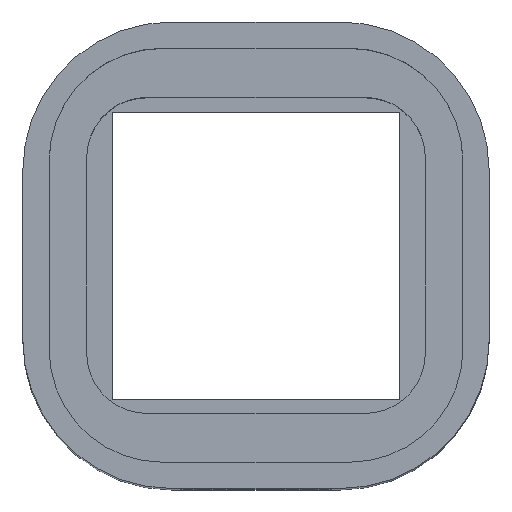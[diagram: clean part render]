
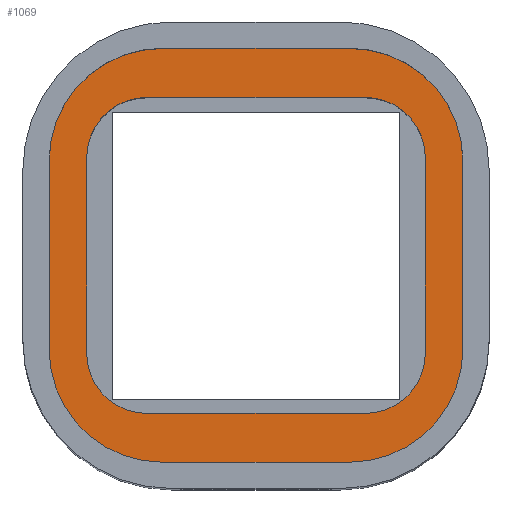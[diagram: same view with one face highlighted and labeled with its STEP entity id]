
A CAD part, top view. The second image highlights one B-rep face of the part: STEP entity #1069.
In plain terms, the highlighted planar face has unit normal (0, 0, 1).
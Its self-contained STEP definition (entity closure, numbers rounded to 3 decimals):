
#682 = VERTEX_POINT('',#683);
#683 = CARTESIAN_POINT('',(-12.5,27.5,103.));
#689 = EDGE_CURVE('',#682,#690,#692,.T.);
#690 = VERTEX_POINT('',#691);
#691 = CARTESIAN_POINT('',(-27.5,12.5,103.));
#692 = CIRCLE('',#693,15.);
#693 = AXIS2_PLACEMENT_3D('',#694,#695,#696);
#694 = CARTESIAN_POINT('',(-12.5,12.5,103.));
#695 = DIRECTION('',(0.,0.,1.));
#696 = DIRECTION('',(1.,0.,0.));
#714 = VERTEX_POINT('',#715);
#715 = CARTESIAN_POINT('',(-27.5,-12.5,103.));
#721 = EDGE_CURVE('',#714,#690,#722,.T.);
#722 = LINE('',#723,#724);
#723 = CARTESIAN_POINT('',(-27.5,-12.5,103.));
#724 = VECTOR('',#725,1.);
#725 = DIRECTION('',(0.,1.,0.));
#738 = EDGE_CURVE('',#714,#739,#741,.T.);
#739 = VERTEX_POINT('',#740);
#740 = CARTESIAN_POINT('',(-12.5,-27.5,103.));
#741 = CIRCLE('',#742,15.);
#742 = AXIS2_PLACEMENT_3D('',#743,#744,#745);
#743 = CARTESIAN_POINT('',(-12.5,-12.5,103.));
#744 = DIRECTION('',(0.,0.,1.));
#745 = DIRECTION('',(1.,0.,0.));
#763 = VERTEX_POINT('',#764);
#764 = CARTESIAN_POINT('',(12.5,-27.5,103.));
#770 = EDGE_CURVE('',#763,#739,#771,.T.);
#771 = LINE('',#772,#773);
#772 = CARTESIAN_POINT('',(12.5,-27.5,103.));
#773 = VECTOR('',#774,1.);
#774 = DIRECTION('',(-1.,0.,0.));
#787 = EDGE_CURVE('',#763,#788,#790,.T.);
#788 = VERTEX_POINT('',#789);
#789 = CARTESIAN_POINT('',(27.5,-12.5,103.));
#790 = CIRCLE('',#791,15.);
#791 = AXIS2_PLACEMENT_3D('',#792,#793,#794);
#792 = CARTESIAN_POINT('',(12.5,-12.5,103.));
#793 = DIRECTION('',(0.,0.,1.));
#794 = DIRECTION('',(1.,0.,0.));
#812 = VERTEX_POINT('',#813);
#813 = CARTESIAN_POINT('',(27.5,12.5,103.));
#819 = EDGE_CURVE('',#812,#788,#820,.T.);
#820 = LINE('',#821,#822);
#821 = CARTESIAN_POINT('',(27.5,12.5,103.));
#822 = VECTOR('',#823,1.);
#823 = DIRECTION('',(0.,-1.,0.));
#836 = EDGE_CURVE('',#812,#837,#839,.T.);
#837 = VERTEX_POINT('',#838);
#838 = CARTESIAN_POINT('',(12.5,27.5,103.));
#839 = CIRCLE('',#840,15.);
#840 = AXIS2_PLACEMENT_3D('',#841,#842,#843);
#841 = CARTESIAN_POINT('',(12.5,12.5,103.));
#842 = DIRECTION('',(0.,0.,1.));
#843 = DIRECTION('',(1.,0.,0.));
#861 = EDGE_CURVE('',#682,#837,#862,.T.);
#862 = LINE('',#863,#864);
#863 = CARTESIAN_POINT('',(-12.5,27.5,103.));
#864 = VECTOR('',#865,1.);
#865 = DIRECTION('',(1.,0.,0.));
#1069 = ADVANCED_FACE('',(#1070,#1080),#1150,.T.);
#1070 = FACE_BOUND('',#1071,.T.);
#1071 = EDGE_LOOP('',(#1072,#1073,#1074,#1075,#1076,#1077,#1078,#1079));
#1072 = ORIENTED_EDGE('',*,*,#689,.T.);
#1073 = ORIENTED_EDGE('',*,*,#721,.F.);
#1074 = ORIENTED_EDGE('',*,*,#738,.T.);
#1075 = ORIENTED_EDGE('',*,*,#770,.F.);
#1076 = ORIENTED_EDGE('',*,*,#787,.T.);
#1077 = ORIENTED_EDGE('',*,*,#819,.F.);
#1078 = ORIENTED_EDGE('',*,*,#836,.T.);
#1079 = ORIENTED_EDGE('',*,*,#861,.F.);
#1080 = FACE_BOUND('',#1081,.T.);
#1081 = EDGE_LOOP('',(#1082,#1093,#1101,#1110,#1118,#1127,#1135,#1144));
#1082 = ORIENTED_EDGE('',*,*,#1083,.F.);
#1083 = EDGE_CURVE('',#1084,#1086,#1088,.T.);
#1084 = VERTEX_POINT('',#1085);
#1085 = CARTESIAN_POINT('',(-14.5,21.,103.));
#1086 = VERTEX_POINT('',#1087);
#1087 = CARTESIAN_POINT('',(-22.5,13.,103.));
#1088 = CIRCLE('',#1089,8.);
#1089 = AXIS2_PLACEMENT_3D('',#1090,#1091,#1092);
#1090 = CARTESIAN_POINT('',(-14.5,13.,103.));
#1091 = DIRECTION('',(0.,0.,1.));
#1092 = DIRECTION('',(1.,0.,0.));
#1093 = ORIENTED_EDGE('',*,*,#1094,.T.);
#1094 = EDGE_CURVE('',#1084,#1095,#1097,.T.);
#1095 = VERTEX_POINT('',#1096);
#1096 = CARTESIAN_POINT('',(14.5,21.,103.));
#1097 = LINE('',#1098,#1099);
#1098 = CARTESIAN_POINT('',(-14.5,21.,103.));
#1099 = VECTOR('',#1100,1.);
#1100 = DIRECTION('',(1.,0.,0.));
#1101 = ORIENTED_EDGE('',*,*,#1102,.F.);
#1102 = EDGE_CURVE('',#1103,#1095,#1105,.T.);
#1103 = VERTEX_POINT('',#1104);
#1104 = CARTESIAN_POINT('',(22.5,13.,103.));
#1105 = CIRCLE('',#1106,8.);
#1106 = AXIS2_PLACEMENT_3D('',#1107,#1108,#1109);
#1107 = CARTESIAN_POINT('',(14.5,13.,103.));
#1108 = DIRECTION('',(0.,0.,1.));
#1109 = DIRECTION('',(1.,0.,0.));
#1110 = ORIENTED_EDGE('',*,*,#1111,.T.);
#1111 = EDGE_CURVE('',#1103,#1112,#1114,.T.);
#1112 = VERTEX_POINT('',#1113);
#1113 = CARTESIAN_POINT('',(22.5,-13.,103.));
#1114 = LINE('',#1115,#1116);
#1115 = CARTESIAN_POINT('',(22.5,13.,103.));
#1116 = VECTOR('',#1117,1.);
#1117 = DIRECTION('',(0.,-1.,0.));
#1118 = ORIENTED_EDGE('',*,*,#1119,.F.);
#1119 = EDGE_CURVE('',#1120,#1112,#1122,.T.);
#1120 = VERTEX_POINT('',#1121);
#1121 = CARTESIAN_POINT('',(14.5,-21.,103.));
#1122 = CIRCLE('',#1123,8.);
#1123 = AXIS2_PLACEMENT_3D('',#1124,#1125,#1126);
#1124 = CARTESIAN_POINT('',(14.5,-13.,103.));
#1125 = DIRECTION('',(0.,0.,1.));
#1126 = DIRECTION('',(1.,0.,0.));
#1127 = ORIENTED_EDGE('',*,*,#1128,.T.);
#1128 = EDGE_CURVE('',#1120,#1129,#1131,.T.);
#1129 = VERTEX_POINT('',#1130);
#1130 = CARTESIAN_POINT('',(-14.5,-21.,103.));
#1131 = LINE('',#1132,#1133);
#1132 = CARTESIAN_POINT('',(14.5,-21.,103.));
#1133 = VECTOR('',#1134,1.);
#1134 = DIRECTION('',(-1.,0.,0.));
#1135 = ORIENTED_EDGE('',*,*,#1136,.F.);
#1136 = EDGE_CURVE('',#1137,#1129,#1139,.T.);
#1137 = VERTEX_POINT('',#1138);
#1138 = CARTESIAN_POINT('',(-22.5,-13.,103.));
#1139 = CIRCLE('',#1140,8.);
#1140 = AXIS2_PLACEMENT_3D('',#1141,#1142,#1143);
#1141 = CARTESIAN_POINT('',(-14.5,-13.,103.));
#1142 = DIRECTION('',(0.,0.,1.));
#1143 = DIRECTION('',(1.,0.,0.));
#1144 = ORIENTED_EDGE('',*,*,#1145,.T.);
#1145 = EDGE_CURVE('',#1137,#1086,#1146,.T.);
#1146 = LINE('',#1147,#1148);
#1147 = CARTESIAN_POINT('',(-22.5,-13.,103.));
#1148 = VECTOR('',#1149,1.);
#1149 = DIRECTION('',(0.,1.,0.));
#1150 = PLANE('',#1151);
#1151 = AXIS2_PLACEMENT_3D('',#1152,#1153,#1154);
#1152 = CARTESIAN_POINT('',(0.,0.,103.)
  );
#1153 = DIRECTION('',(0.,0.,1.));
#1154 = DIRECTION('',(1.,0.,0.));
